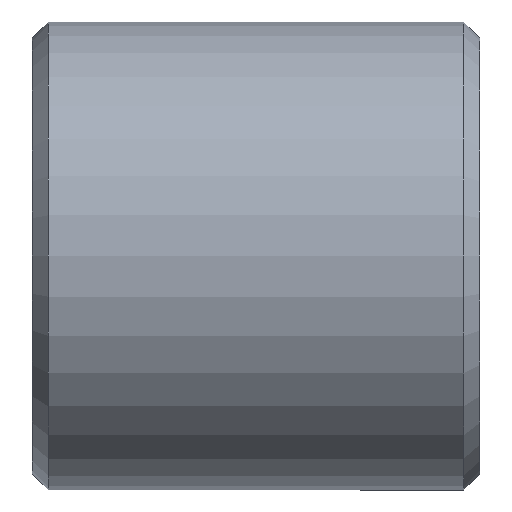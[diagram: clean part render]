
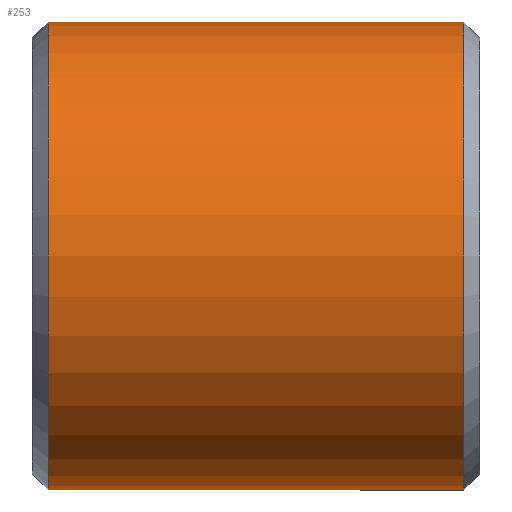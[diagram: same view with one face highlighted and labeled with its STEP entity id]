
A CAD part, left-side view. The second image highlights one B-rep face of the part: STEP entity #253.
In plain terms, the highlighted cylindrical face has radius 7.35 mm (diameter 14.7 mm), a partial arc.
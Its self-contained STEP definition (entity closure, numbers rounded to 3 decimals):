
#3 = CIRCLE ( 'NONE', #109, 7.35 ) ;
#15 = CARTESIAN_POINT ( 'NONE',  ( 0., -16., 0. ) ) ;
#19 = DIRECTION ( 'NONE',  ( 0., 0., 1. ) ) ;
#41 = DIRECTION ( 'NONE',  ( 0., 0., 1. ) ) ;
#46 = VERTEX_POINT ( 'NONE', #87 ) ;
#47 = VERTEX_POINT ( 'NONE', #252 ) ;
#54 = CARTESIAN_POINT ( 'NONE',  ( 0., -16.5, 7.35 ) ) ;
#67 = VECTOR ( 'NONE', #71, 1000. ) ;
#71 = DIRECTION ( 'NONE',  ( 0., -1., 0. ) ) ;
#74 = ORIENTED_EDGE ( 'NONE', *, *, #286, .F. ) ;
#78 = LINE ( 'NONE', #116, #291 ) ;
#87 = CARTESIAN_POINT ( 'NONE',  ( 0., -16.5, -7.35 ) ) ;
#105 = ORIENTED_EDGE ( 'NONE', *, *, #368, .F. ) ;
#109 = AXIS2_PLACEMENT_3D ( 'NONE', #182, #332, #442 ) ;
#112 = LINE ( 'NONE', #390, #67 ) ;
#116 = CARTESIAN_POINT ( 'NONE',  ( 0., -16., -7.35 ) ) ;
#119 = CARTESIAN_POINT ( 'NONE',  ( 0., -16.5, 0. ) ) ;
#182 = CARTESIAN_POINT ( 'NONE',  ( 0., -29.55, 0. ) ) ;
#201 = CYLINDRICAL_SURFACE ( 'NONE', #374, 7.35 ) ;
#203 = EDGE_CURVE ( 'NONE', #46, #389, #78, .T. ) ;
#224 = ORIENTED_EDGE ( 'NONE', *, *, #434, .F. ) ;
#238 = FACE_OUTER_BOUND ( 'NONE', #304, .T. ) ;
#244 = CIRCLE ( 'NONE', #349, 7.35 ) ;
#250 = DIRECTION ( 'NONE',  ( 0., 1., 0. ) ) ;
#252 = CARTESIAN_POINT ( 'NONE',  ( 0., -29.55, 7.35 ) ) ;
#253 = ADVANCED_FACE ( 'NONE', ( #238 ), #201, .T. ) ;
#254 = CARTESIAN_POINT ( 'NONE',  ( 0., -29.55, -7.35 ) ) ;
#286 = EDGE_CURVE ( 'NONE', #296, #47, #112, .T. ) ;
#291 = VECTOR ( 'NONE', #364, 1000. ) ;
#296 = VERTEX_POINT ( 'NONE', #54 ) ;
#300 = ORIENTED_EDGE ( 'NONE', *, *, #203, .T. ) ;
#304 = EDGE_LOOP ( 'NONE', ( #224, #300, #105, #74 ) ) ;
#332 = DIRECTION ( 'NONE',  ( 0., -1., 0. ) ) ;
#349 = AXIS2_PLACEMENT_3D ( 'NONE', #119, #250, #19 ) ;
#354 = DIRECTION ( 'NONE',  ( 0., -1., 0. ) ) ;
#364 = DIRECTION ( 'NONE',  ( 0., -1., 0. ) ) ;
#368 = EDGE_CURVE ( 'NONE', #47, #389, #3, .T. ) ;
#374 = AXIS2_PLACEMENT_3D ( 'NONE', #15, #354, #41 ) ;
#389 = VERTEX_POINT ( 'NONE', #254 ) ;
#390 = CARTESIAN_POINT ( 'NONE',  ( 0., -16., 7.35 ) ) ;
#434 = EDGE_CURVE ( 'NONE', #46, #296, #244, .T. ) ;
#442 = DIRECTION ( 'NONE',  ( 0., 0., 1. ) ) ;
